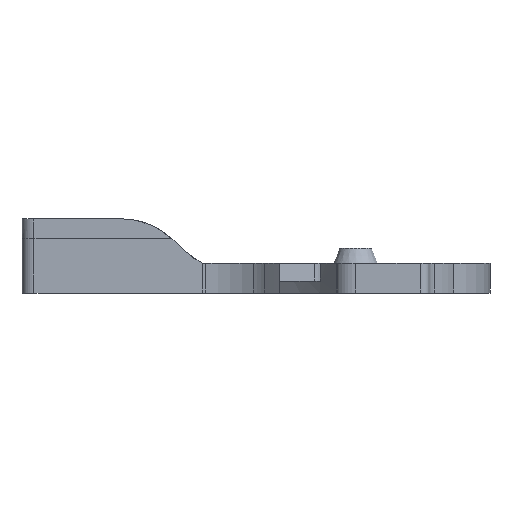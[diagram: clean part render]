
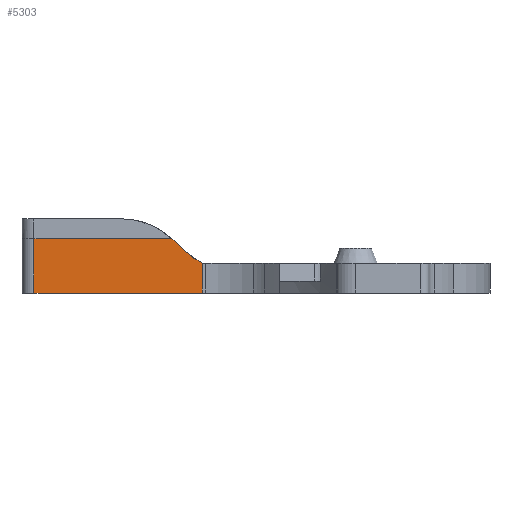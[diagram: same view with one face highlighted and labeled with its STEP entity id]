
A CAD part, front view. The second image highlights one B-rep face of the part: STEP entity #5303.
In plain terms, the highlighted planar face has unit normal (0, -1, 0).
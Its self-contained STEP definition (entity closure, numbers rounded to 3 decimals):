
#168=B_SPLINE_CURVE_WITH_KNOTS('',3,(#9470,#9471,#9472,#9473,#9474,#9475,
#9476,#9477,#9478,#9479,#9480,#9481,#9482,#9483,#9484,#9485,#9486,#9487,
#9488,#9489,#9490,#9491,#9492,#9493,#9494,#9495,#9496,#9497,#9498,#9499,
#9500,#9501,#9502,#9503,#9504,#9505,#9506,#9507,#9508,#9509),
 .UNSPECIFIED.,.F.,.F.,(4,3,3,3,3,3,3,3,3,3,3,3,3,4),(0.152,
0.173,0.196,0.222,0.247,
0.269,0.29,0.309,0.328,
0.345,0.362,0.38,0.396,
0.397),.UNSPECIFIED.);
#798=FACE_OUTER_BOUND('',#1120,.T.);
#1120=EDGE_LOOP('',(#4677,#4678,#4679,#4680,#4681));
#1217=LINE('',#7376,#1676);
#1575=LINE('',#9464,#2034);
#1576=LINE('',#9468,#2035);
#1577=LINE('',#9510,#2036);
#1676=VECTOR('',#5972,10.);
#2034=VECTOR('',#7024,10.);
#2035=VECTOR('',#7029,10.);
#2036=VECTOR('',#7030,10.);
#2144=VERTEX_POINT('',#7373);
#2145=VERTEX_POINT('',#7375);
#2531=VERTEX_POINT('',#9463);
#2532=VERTEX_POINT('',#9467);
#2533=VERTEX_POINT('',#9469);
#2647=EDGE_CURVE('',#2145,#2144,#1217,.T.);
#3263=EDGE_CURVE('',#2145,#2531,#1575,.T.);
#3265=EDGE_CURVE('',#2144,#2532,#1576,.T.);
#3266=EDGE_CURVE('',#2532,#2533,#168,.T.);
#3267=EDGE_CURVE('',#2531,#2533,#1577,.T.);
#4677=ORIENTED_EDGE('',*,*,#2647,.T.);
#4678=ORIENTED_EDGE('',*,*,#3265,.T.);
#4679=ORIENTED_EDGE('',*,*,#3266,.T.);
#4680=ORIENTED_EDGE('',*,*,#3267,.F.);
#4681=ORIENTED_EDGE('',*,*,#3263,.F.);
#5026=PLANE('',#5763);
#5303=ADVANCED_FACE('',(#798),#5026,.T.);
#5763=AXIS2_PLACEMENT_3D('',#9466,#7027,#7028);
#5972=DIRECTION('',(1.,0.,0.));
#7024=DIRECTION('',(0.,0.,1.));
#7027=DIRECTION('center_axis',(0.,-1.,0.));
#7028=DIRECTION('ref_axis',(1.,0.,0.));
#7029=DIRECTION('',(0.,0.,1.));
#7030=DIRECTION('',(1.,0.,0.));
#7373=CARTESIAN_POINT('',(156.477,233.922,3.144));
#7375=CARTESIAN_POINT('',(128.378,233.922,3.144));
#7376=CARTESIAN_POINT('',(153.64,233.922,3.144));
#9463=CARTESIAN_POINT('',(128.378,233.922,12.211));
#9464=CARTESIAN_POINT('',(128.378,233.922,1.908));
#9466=CARTESIAN_POINT('Origin',(126.378,233.922,1.908));
#9467=CARTESIAN_POINT('',(156.477,233.922,8.144));
#9468=CARTESIAN_POINT('',(156.477,233.922,5.316));
#9469=CARTESIAN_POINT('',(151.378,233.922,12.211));
#9470=CARTESIAN_POINT('Ctrl Pts',(156.477,233.922,8.144));
#9471=CARTESIAN_POINT('Ctrl Pts',(156.287,233.922,8.232));
#9472=CARTESIAN_POINT('Ctrl Pts',(156.104,233.922,8.325));
#9473=CARTESIAN_POINT('Ctrl Pts',(155.928,233.922,8.421));
#9474=CARTESIAN_POINT('Ctrl Pts',(155.737,233.922,8.525));
#9475=CARTESIAN_POINT('Ctrl Pts',(155.554,233.922,8.633));
#9476=CARTESIAN_POINT('Ctrl Pts',(155.377,233.922,8.745));
#9477=CARTESIAN_POINT('Ctrl Pts',(155.173,233.922,8.875));
#9478=CARTESIAN_POINT('Ctrl Pts',(154.977,233.922,9.01));
#9479=CARTESIAN_POINT('Ctrl Pts',(154.788,233.922,9.148));
#9480=CARTESIAN_POINT('Ctrl Pts',(154.61,233.922,9.279));
#9481=CARTESIAN_POINT('Ctrl Pts',(154.438,233.922,9.414));
#9482=CARTESIAN_POINT('Ctrl Pts',(154.271,233.922,9.552));
#9483=CARTESIAN_POINT('Ctrl Pts',(154.12,233.922,9.676));
#9484=CARTESIAN_POINT('Ctrl Pts',(153.973,233.922,9.802));
#9485=CARTESIAN_POINT('Ctrl Pts',(153.828,233.922,9.93));
#9486=CARTESIAN_POINT('Ctrl Pts',(153.695,233.922,10.048));
#9487=CARTESIAN_POINT('Ctrl Pts',(153.563,233.922,10.168));
#9488=CARTESIAN_POINT('Ctrl Pts',(153.433,233.922,10.289));
#9489=CARTESIAN_POINT('Ctrl Pts',(153.31,233.922,10.403));
#9490=CARTESIAN_POINT('Ctrl Pts',(153.188,233.922,10.518));
#9491=CARTESIAN_POINT('Ctrl Pts',(153.066,233.922,10.634));
#9492=CARTESIAN_POINT('Ctrl Pts',(152.95,233.922,10.744));
#9493=CARTESIAN_POINT('Ctrl Pts',(152.835,233.922,10.856));
#9494=CARTESIAN_POINT('Ctrl Pts',(152.718,233.922,10.967));
#9495=CARTESIAN_POINT('Ctrl Pts',(152.609,233.922,11.072));
#9496=CARTESIAN_POINT('Ctrl Pts',(152.499,233.922,11.178));
#9497=CARTESIAN_POINT('Ctrl Pts',(152.388,233.922,11.284));
#9498=CARTESIAN_POINT('Ctrl Pts',(152.28,233.922,11.387));
#9499=CARTESIAN_POINT('Ctrl Pts',(152.171,233.922,11.49));
#9500=CARTESIAN_POINT('Ctrl Pts',(152.061,233.922,11.592));
#9501=CARTESIAN_POINT('Ctrl Pts',(151.95,233.922,11.696));
#9502=CARTESIAN_POINT('Ctrl Pts',(151.837,233.922,11.8));
#9503=CARTESIAN_POINT('Ctrl Pts',(151.724,233.922,11.904));
#9504=CARTESIAN_POINT('Ctrl Pts',(151.617,233.922,12.));
#9505=CARTESIAN_POINT('Ctrl Pts',(151.509,233.922,12.097));
#9506=CARTESIAN_POINT('Ctrl Pts',(151.4,233.922,12.192));
#9507=CARTESIAN_POINT('Ctrl Pts',(151.392,233.922,12.198));
#9508=CARTESIAN_POINT('Ctrl Pts',(151.385,233.922,12.205));
#9509=CARTESIAN_POINT('Ctrl Pts',(151.378,233.922,12.211));
#9510=CARTESIAN_POINT('',(126.378,233.922,12.211));
